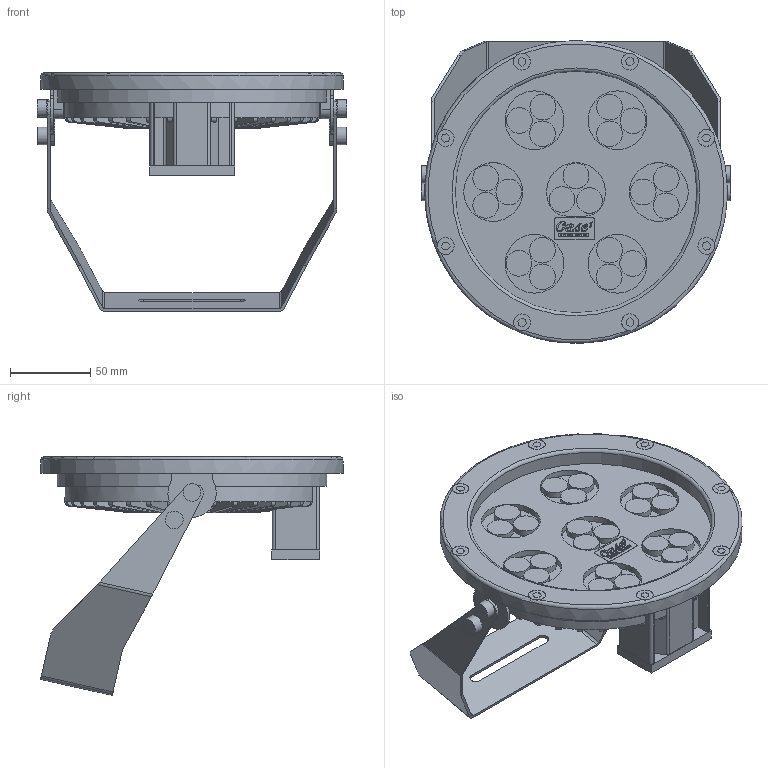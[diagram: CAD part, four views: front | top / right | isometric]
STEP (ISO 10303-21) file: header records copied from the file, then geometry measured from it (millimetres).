
FILE_DESCRIPTION(/* description */ (''),/* implementation_level */ '2;1');
FILE_NAME(/* name */ '56401_ProfiLUX LED Spot 2200_überprüft.stp',/* time_stamp */ '2014-09-29T09:41:14+02:00',/* author */ ('guzb562'),/* organization */ (''),/* preprocessor_version */ 'ST-DEVELOPER v15.2',/* originating_system */ 'Autodesk Inventor 2014',/* authorisation */ '');
FILE_SCHEMA (('AUTOMOTIVE_DESIGN { 1 0 10303 214 3 1 1 }'));
Length unit declared in the file: millimetre
Products named in the file (3): 56401_ProfiLux LED Spot 2200; Halterung ProfiluxLED 2200; 56401_ProfiLUX LED Spot 2200
Bounding box: 192.29 x 188.04 x 148.38 mm (x, y, z)
Volume: 566751.5 mm3; surface area: 150107.4 mm2
Topology: 2 solids, 2 shells, 1037 faces, 2535 edges, 1607 vertices
Faces by surface type: plane 737, cylinder 216, bspline 82, torus 2
Full cylindrical faces by diameter (mm): 5 x2, 5.8 x2, 6.5 x2, 11 x4, 16 x21, 36.5 x6, 150.069 x1, 187.995 x1
Entity records: 31768 total; most frequent: CARTESIAN_POINT 6685, ORIENTED_EDGE 5058, DIRECTION 4809, EDGE_CURVE 2493, LINE 1753, VECTOR 1753, VERTEX_POINT 1606, AXIS2_PLACEMENT_3D 1528
